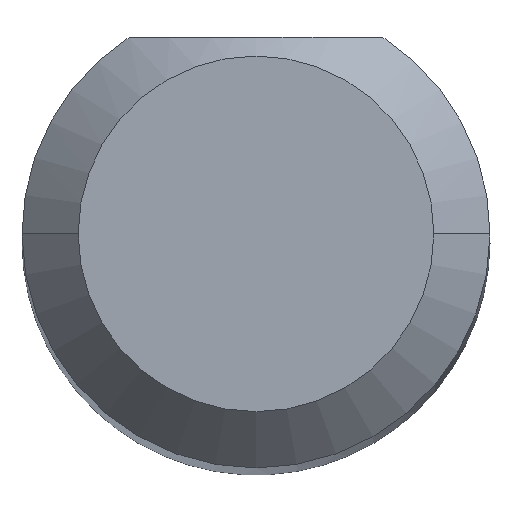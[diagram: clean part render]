
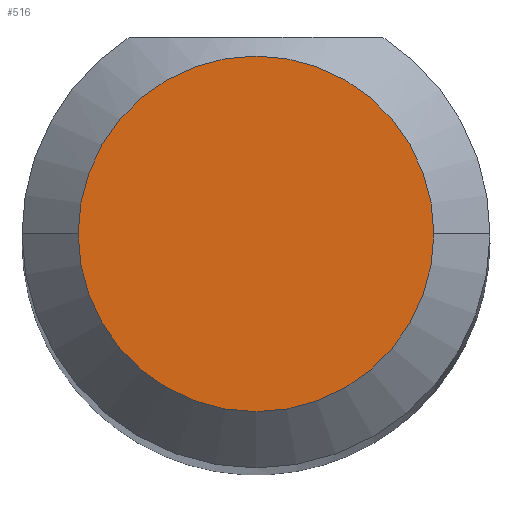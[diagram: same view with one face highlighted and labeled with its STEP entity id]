
A CAD part, top view. The second image highlights one B-rep face of the part: STEP entity #516.
In plain terms, the highlighted planar face has unit normal (0, 0, 1).
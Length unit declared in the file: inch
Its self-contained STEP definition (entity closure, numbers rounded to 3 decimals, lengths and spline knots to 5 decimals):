
#10 = DIRECTION ( 'NONE',  ( 0., 0., 1. ) ) ;
#12 = AXIS2_PLACEMENT_3D ( 'NONE', #47, #10, #180 ) ;
#26 = VERTEX_POINT ( 'NONE', #451 ) ;
#47 = CARTESIAN_POINT ( 'NONE',  ( 0., 0., 1.5 ) ) ;
#52 = CARTESIAN_POINT ( 'NONE',  ( -0.0475, 0., 1.5 ) ) ;
#121 = EDGE_CURVE ( 'NONE', #159, #26, #234, .T. ) ;
#153 = EDGE_LOOP ( 'NONE', ( #356, #440 ) ) ;
#154 = AXIS2_PLACEMENT_3D ( 'NONE', #306, #220, #264 ) ;
#159 = VERTEX_POINT ( 'NONE', #52 ) ;
#162 = DIRECTION ( 'NONE',  ( 1., 0., 0. ) ) ;
#180 = DIRECTION ( 'NONE',  ( 1., 0., 0. ) ) ;
#201 = DIRECTION ( 'NONE',  ( 0., 0., 1. ) ) ;
#220 = DIRECTION ( 'NONE',  ( 0., 0., 1. ) ) ;
#234 = CIRCLE ( 'NONE', #154, 0.0475 ) ;
#257 = EDGE_CURVE ( 'NONE', #26, #159, #476, .T. ) ;
#262 = PLANE ( 'NONE',  #12 ) ;
#264 = DIRECTION ( 'NONE',  ( 1., 0., 0. ) ) ;
#306 = CARTESIAN_POINT ( 'NONE',  ( 0., 0., 1.5 ) ) ;
#356 = ORIENTED_EDGE ( 'NONE', *, *, #121, .T. ) ;
#404 = CARTESIAN_POINT ( 'NONE',  ( 0., 0., 1.5 ) ) ;
#440 = ORIENTED_EDGE ( 'NONE', *, *, #257, .T. ) ;
#451 = CARTESIAN_POINT ( 'NONE',  ( 0.0475, 0., 1.5 ) ) ;
#476 = CIRCLE ( 'NONE', #524, 0.0475 ) ;
#504 = FACE_OUTER_BOUND ( 'NONE', #153, .T. ) ;
#516 = ADVANCED_FACE ( 'NONE', ( #504 ), #262, .T. ) ;
#524 = AXIS2_PLACEMENT_3D ( 'NONE', #404, #201, #162 ) ;
